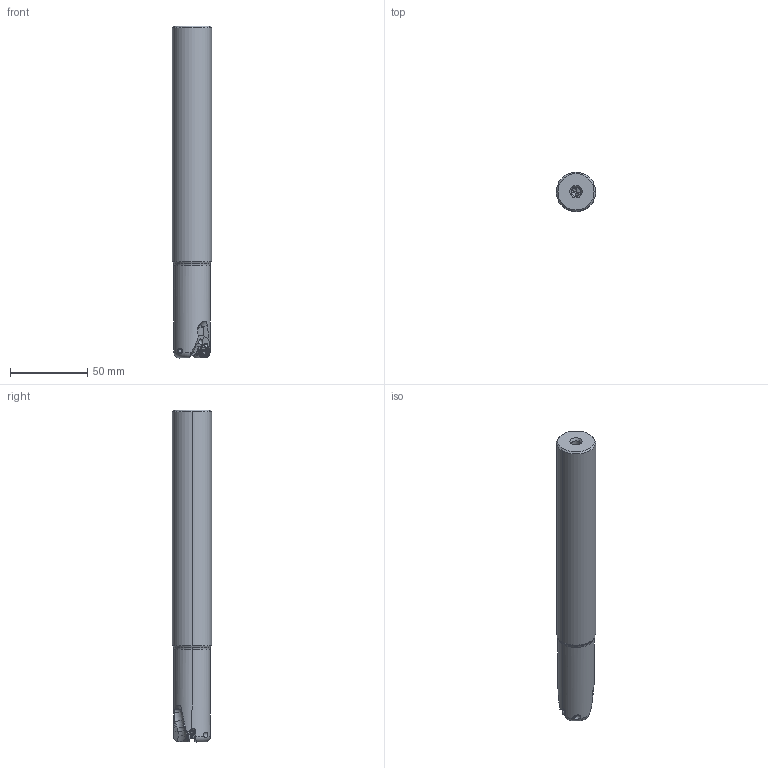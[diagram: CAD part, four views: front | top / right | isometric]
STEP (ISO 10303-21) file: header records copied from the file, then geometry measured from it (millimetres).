
FILE_DESCRIPTION(/* description */ (''),/* implementation_level */ '2;1');
FILE_NAME(/* name */ 'WWX200UR1602SA16L.stp',/* time_stamp */ '2022-11-25T16:42:55+09:00',/* author */ (''),/* organization */ (''),/* preprocessor_version */ 'ST-DEVELOPER v16',/* originating_system */ 'SIEMENS PLM Software NX 10.0',/* authorisation */ '');
FILE_SCHEMA (('AUTOMOTIVE_DESIGN { 1 0 10303 214 3 1 1 1 }'));
Length unit declared in the file: millimetre
Products named in the file (1): WWX200UR1602SA16L_ASM
Bounding box: 25.4 x 25.4 x 214.71 mm (x, y, z)
Volume: 96531.3 mm3; surface area: 21825.9 mm2
Topology: 3 solids, 3 shells, 252 faces, 722 edges, 462 vertices
Faces by surface type: cylinder 88, plane 60, sphere 32, bspline 32, cone 18, extrusion 12, torus 10
Entity records: 15328 total; most frequent: CARTESIAN_POINT 9119, ORIENTED_EDGE 1400, DIRECTION 1132, EDGE_CURVE 700, AXIS2_PLACEMENT_3D 479, VERTEX_POINT 457, B_SPLINE_CURVE_WITH_KNOTS 295, EDGE_LOOP 263
